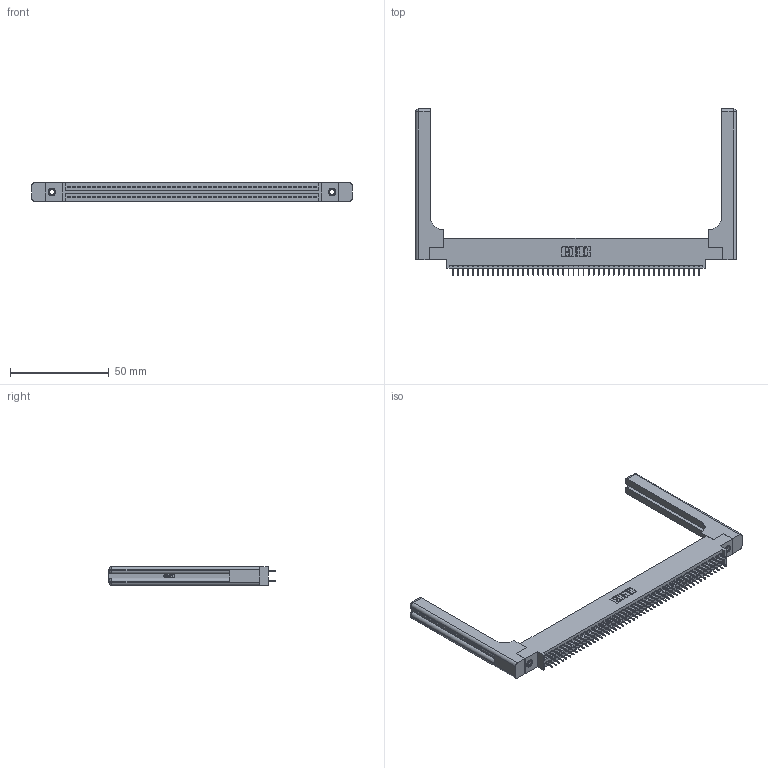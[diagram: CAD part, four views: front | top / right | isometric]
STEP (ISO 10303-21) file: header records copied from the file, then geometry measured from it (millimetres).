
FILE_DESCRIPTION (( 'STEP AP203' ), '1' );
FILE_NAME ('395-100-525-858.STEP', '2020-09-25T16:30:41', ( '' ), ( '' ), 'SwSTEP 2.0', 'SolidWorks 2020', '' );
FILE_SCHEMA (( 'CONFIG_CONTROL_DESIGN' ));
Length unit declared in the file: inch
Products named in the file (5): 345 Part_0.170 Offset - 0.156 Dia-TH; 345-250-001_345-250-001-102; 395-100-525-858; 345-292-001_345-293-125; 345-220-058_345-220-058
Assembly tree (105 placements, depth 2):
  395-100-525-858
    345 Part_0.170 Offset - 0.156 Dia-TH
    345-292-001_345-293-125  x100
    345-250-001_345-250-001-102  x2
    345-220-058_345-220-058  x2
Bounding box: 162.03 x 84 x 9.4 mm (x, y, z)
Volume: 24010.8 mm3; surface area: 27825.7 mm2
Topology: 105 solids, 105 shells, 5786 faces, 16319 edges, 10458 vertices
Faces by surface type: plane 4132, cylinder 1594, bspline 36, cone 12, sphere 8, torus 4
Entity records: 43542 total; most frequent: CARTESIAN_POINT 8285, ORIENTED_EDGE 7016, DIRECTION 6228, EDGE_CURVE 3508, VECTOR 3088, LINE 3088, VERTEX_POINT 2326, AXIS2_PLACEMENT_3D 1570
